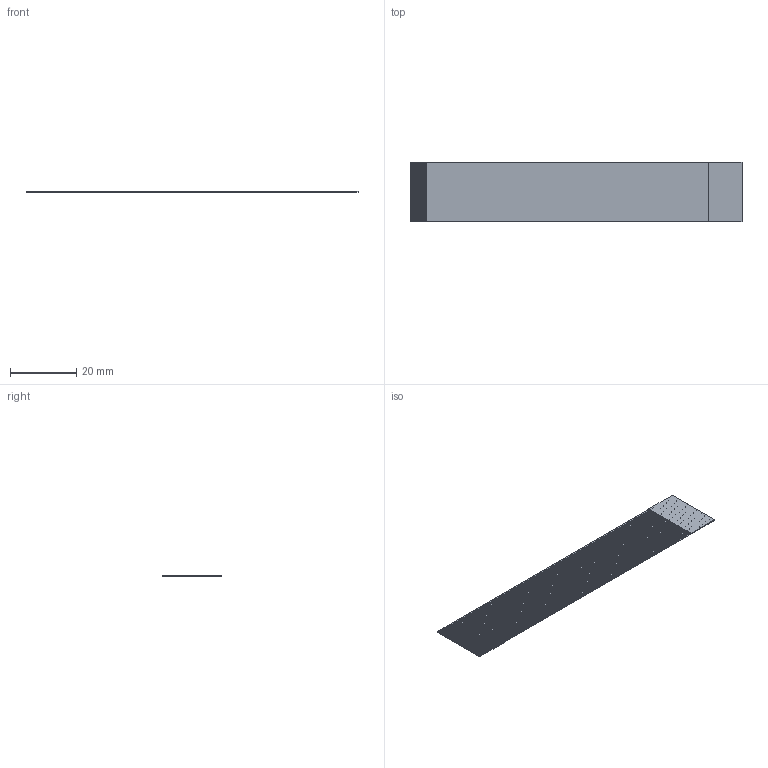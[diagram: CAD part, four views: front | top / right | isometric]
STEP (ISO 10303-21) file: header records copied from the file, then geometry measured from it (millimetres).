
FILE_DESCRIPTION(/* description */ ('Unknown'),/* implementation_level */ '2;1');
FILE_NAME(/* name */ '687735100002',/* time_stamp */ '2020-02-17T17:21:46+01:00',/* author */ ('Unknown'),/* organization */ ('Unknown'),/* preprocessor_version */ 'ST-DEVELOPER v16.7',/* originating_system */ 'DEX',/* authorisation */ $);
FILE_SCHEMA (('AUTOMOTIVE_DESIGN {1 0 10303 214 3 1 1}'));
Length unit declared in the file: millimetre
Products named in the file (2): 6877xx100002; 687735100002
Assembly tree (1 placements, depth 2):
  6877xx100002
    687735100002
Bounding box: 100 x 18 x 0.59 mm (x, y, z)
Volume: 269 mm3; surface area: 5895.8 mm2
Topology: 1 solids, 1 shells, 230 faces, 746 edges, 448 vertices
Faces by surface type: plane 230
Entity records: 9714 total; most frequent: ORIENTED_EDGE 1492, CARTESIAN_POINT 1434, DIRECTION 1206, EDGE_CURVE 746, LINE 742, VECTOR 742, VERTEX_POINT 448, AXIS2_PLACEMENT_3D 232
